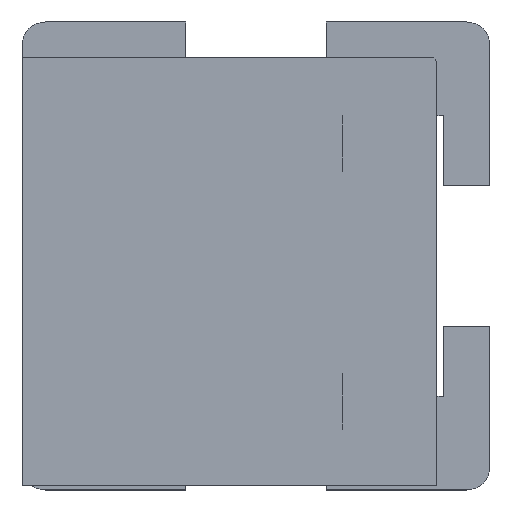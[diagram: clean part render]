
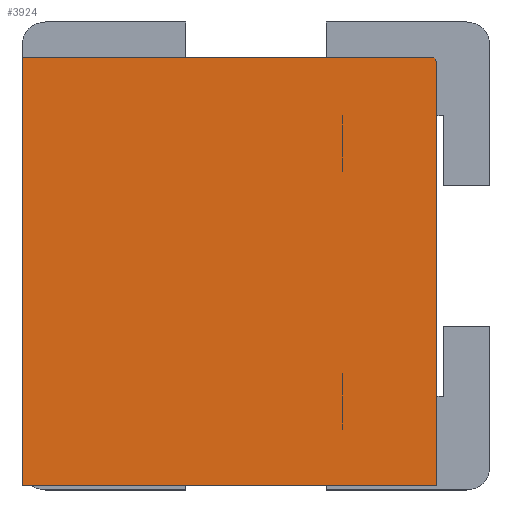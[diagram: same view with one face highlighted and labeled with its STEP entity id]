
A CAD part, left-side view. The second image highlights one B-rep face of the part: STEP entity #3924.
In plain terms, the highlighted face is planar.
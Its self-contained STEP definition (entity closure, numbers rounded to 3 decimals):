
#174=FACE_OUTER_BOUND('',#378,.T.);
#378=EDGE_LOOP('',(#3032,#3033,#3034,#3035,#3036));
#517=CIRCLE('',#4190,0.2);
#736=LINE('',#5779,#1252);
#801=LINE('',#5912,#1317);
#802=LINE('',#5913,#1318);
#803=LINE('',#5914,#1319);
#1252=VECTOR('',#4688,10.);
#1317=VECTOR('',#4801,10.);
#1318=VECTOR('',#4802,10.);
#1319=VECTOR('',#4803,10.);
#1717=VERTEX_POINT('',#5776);
#1718=VERTEX_POINT('',#5778);
#1760=VERTEX_POINT('',#5908);
#1761=VERTEX_POINT('',#5909);
#1762=VERTEX_POINT('',#5911);
#2155=EDGE_CURVE('',#1718,#1717,#736,.T.);
#2220=EDGE_CURVE('',#1760,#1761,#517,.T.);
#2221=EDGE_CURVE('',#1760,#1762,#801,.T.);
#2222=EDGE_CURVE('',#1762,#1718,#802,.F.);
#2223=EDGE_CURVE('',#1761,#1717,#803,.F.);
#3032=ORIENTED_EDGE('',*,*,#2220,.F.);
#3033=ORIENTED_EDGE('',*,*,#2221,.T.);
#3034=ORIENTED_EDGE('',*,*,#2222,.T.);
#3035=ORIENTED_EDGE('',*,*,#2155,.T.);
#3036=ORIENTED_EDGE('',*,*,#2223,.F.);
#3743=PLANE('',#4189);
#3924=ADVANCED_FACE('',(#174),#3743,.F.);
#4189=AXIS2_PLACEMENT_3D('',#5907,#4797,#4798);
#4190=AXIS2_PLACEMENT_3D('',#5910,#4799,#4800);
#4688=DIRECTION('',(0.,-1.,0.));
#4797=DIRECTION('center_axis',(0.,0.,
1.));
#4798=DIRECTION('ref_axis',(0.,1.,0.));
#4799=DIRECTION('center_axis',(0.,0.,
1.));
#4800=DIRECTION('ref_axis',(-0.707,-0.707,0.));
#4801=DIRECTION('',(0.,1.,0.));
#4802=DIRECTION('',(-1.,0.,0.));
#4803=DIRECTION('',(-1.,0.,0.));
#5776=CARTESIAN_POINT('',(-546.4,9.8,47.2));
#5778=CARTESIAN_POINT('',(-546.4,27.5,47.2));
#5779=CARTESIAN_POINT('',(-546.4,18.75,47.2));
#5907=CARTESIAN_POINT('Origin',(-556.,18.75,47.2));
#5908=CARTESIAN_POINT('',(-564.697,10.,47.2));
#5909=CARTESIAN_POINT('',(-564.497,9.8,47.2));
#5910=CARTESIAN_POINT('Origin',(-564.497,10.,47.2));
#5911=CARTESIAN_POINT('',(-564.697,27.5,47.2));
#5912=CARTESIAN_POINT('',(-564.697,18.275,47.2));
#5913=CARTESIAN_POINT('',(-556.,27.5,47.2));
#5914=CARTESIAN_POINT('',(-556.,9.8,47.2));
